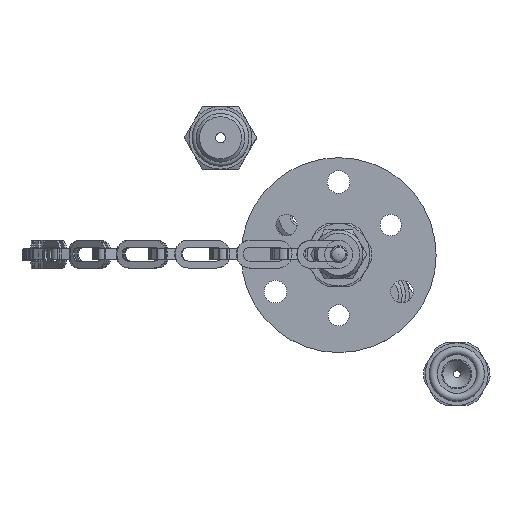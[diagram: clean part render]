
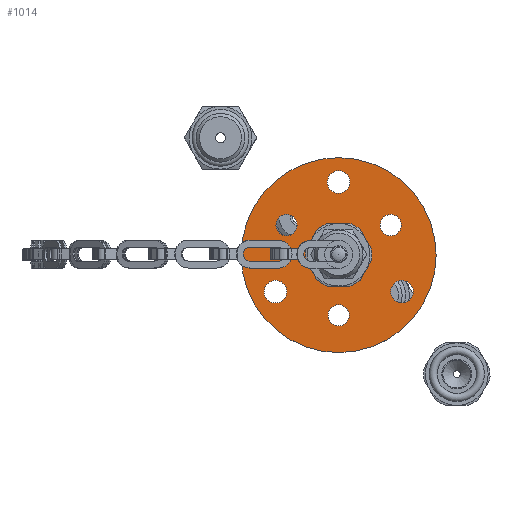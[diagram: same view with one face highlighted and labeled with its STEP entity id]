
A CAD part, top view. The second image highlights one B-rep face of the part: STEP entity #1014.
In plain terms, the highlighted face is planar.
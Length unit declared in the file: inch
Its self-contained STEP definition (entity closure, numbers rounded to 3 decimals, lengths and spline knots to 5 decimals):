
#1014=ADVANCED_FACE('',(#2101,#2102,#2103,#2104,#2105,#2106,#2107,#2108),#2109,.T.);
#2101=FACE_BOUND('',#3680,.T.);
#2102=FACE_BOUND('',#3681,.T.);
#2103=FACE_BOUND('',#3682,.T.);
#2104=FACE_OUTER_BOUND('',#3683,.T.);
#2105=FACE_BOUND('',#3684,.T.);
#2106=FACE_BOUND('',#3685,.T.);
#2107=FACE_BOUND('',#3686,.T.);
#2108=FACE_BOUND('',#3687,.T.);
#2109=PLANE('',#3688);
#3680=EDGE_LOOP('',(#5287));
#3681=EDGE_LOOP('',(#5288));
#3682=EDGE_LOOP('',(#5289));
#3683=EDGE_LOOP('',(#5290));
#3684=EDGE_LOOP('',(#5291));
#3685=EDGE_LOOP('',(#5292));
#3686=EDGE_LOOP('',(#5293));
#3687=EDGE_LOOP('',(#5294));
#3688=AXIS2_PLACEMENT_3D('',#5295,#5296,#5297);
#5287=ORIENTED_EDGE('',*,*,#8554,.T.);
#5288=ORIENTED_EDGE('',*,*,#8555,.T.);
#5289=ORIENTED_EDGE('',*,*,#8556,.T.);
#5290=ORIENTED_EDGE('',*,*,#8557,.T.);
#5291=ORIENTED_EDGE('',*,*,#8558,.T.);
#5292=ORIENTED_EDGE('',*,*,#8559,.T.);
#5293=ORIENTED_EDGE('',*,*,#8560,.T.);
#5294=ORIENTED_EDGE('',*,*,#8561,.T.);
#5295=CARTESIAN_POINT('',(0.0,0.0,0.0));
#5296=DIRECTION('',(0.0,0.0,-1.0));
#5297=DIRECTION('',(-1.0,0.0,0.0));
#8554=EDGE_CURVE('',#9770,#9770,#9771,.T.);
#8555=EDGE_CURVE('',#9772,#9772,#9773,.T.);
#8556=EDGE_CURVE('',#9774,#9774,#9775,.T.);
#8557=EDGE_CURVE('',#9776,#9776,#9777,.T.);
#8558=EDGE_CURVE('',#9778,#9778,#9779,.T.);
#8559=EDGE_CURVE('',#9780,#9780,#9781,.T.);
#8560=EDGE_CURVE('',#9782,#9782,#9783,.T.);
#8561=EDGE_CURVE('',#9784,#9784,#9785,.T.);
#9770=VERTEX_POINT('',#11577);
#9771=CIRCLE('',#11578,0.0955);
#9772=VERTEX_POINT('',#11579);
#9773=CIRCLE('',#11580,0.1015);
#9774=VERTEX_POINT('',#11581);
#9775=CIRCLE('',#11582,0.1015);
#9776=VERTEX_POINT('',#11583);
#9777=CIRCLE('',#11584,0.875);
#9778=VERTEX_POINT('',#11585);
#9779=CIRCLE('',#11586,0.2516);
#9780=VERTEX_POINT('',#11587);
#9781=CIRCLE('',#11588,0.1015);
#9782=VERTEX_POINT('',#11589);
#9783=CIRCLE('',#11590,0.0955);
#9784=VERTEX_POINT('',#11591);
#9785=CIRCLE('',#11592,0.0955);
#11577=CARTESIAN_POINT('',(-0.42034,0.35296,0.0));
#11578=AXIS2_PLACEMENT_3D('',#14928,#14929,#14930);
#11579=CARTESIAN_POINT('',(-0.51736,-0.4159,0.0));
#11580=AXIS2_PLACEMENT_3D('',#14931,#14932,#14933);
#11581=CARTESIAN_POINT('',(-0.1015,0.656,0.0));
#11582=AXIS2_PLACEMENT_3D('',#14934,#14935,#14936);
#11583=CARTESIAN_POINT('',(-0.875,0.0,0.0));
#11584=AXIS2_PLACEMENT_3D('',#14937,#14938,#14939);
#11585=CARTESIAN_POINT('',(0.0,-0.2516,0.));
#11586=AXIS2_PLACEMENT_3D('',#14940,#14941,#14942);
#11587=CARTESIAN_POINT('',(0.61886,-0.2401,0.0));
#11588=AXIS2_PLACEMENT_3D('',#14943,#14944,#14945);
#11589=CARTESIAN_POINT('',(-0.0955,-0.5405,0.0));
#11590=AXIS2_PLACEMENT_3D('',#14946,#14947,#14948);
#11591=CARTESIAN_POINT('',(0.51584,0.18754,0.0));
#11592=AXIS2_PLACEMENT_3D('',#14949,#14950,#14951);
#14928=CARTESIAN_POINT('',(-0.46809,0.27025,0.0));
#14929=DIRECTION('',(0.0,-0.0,1.0));
#14930=DIRECTION('',(0.5,0.866,0.0));
#14931=CARTESIAN_POINT('',(-0.56811,-0.328,0.0));
#14932=DIRECTION('',(0.0,0.0,1.0));
#14933=DIRECTION('',(0.5,-0.866,0.0));
#14934=CARTESIAN_POINT('',(0.,0.656,0.0));
#14935=DIRECTION('',(0.0,0.0,1.0));
#14936=DIRECTION('',(-1.0,0.0,0.0));
#14937=CARTESIAN_POINT('',(0.0,0.0,0.0));
#14938=DIRECTION('',(0.0,0.0,-1.0));
#14939=DIRECTION('',(-1.0,0.0,0.0));
#14940=CARTESIAN_POINT('',(0.0,0.0,0.));
#14941=DIRECTION('',(0.0,0.,1.0));
#14942=DIRECTION('',(0.0,-1.0,0.));
#14943=CARTESIAN_POINT('',(0.56811,-0.328,0.0));
#14944=DIRECTION('',(0.0,-0.0,1.0));
#14945=DIRECTION('',(0.5,0.866,0.0));
#14946=CARTESIAN_POINT('',(0.,-0.5405,0.0));
#14947=DIRECTION('',(0.0,0.0,1.0));
#14948=DIRECTION('',(-1.0,0.0,0.0));
#14949=CARTESIAN_POINT('',(0.46809,0.27025,0.0));
#14950=DIRECTION('',(0.0,0.0,1.0));
#14951=DIRECTION('',(0.5,-0.866,0.0));
